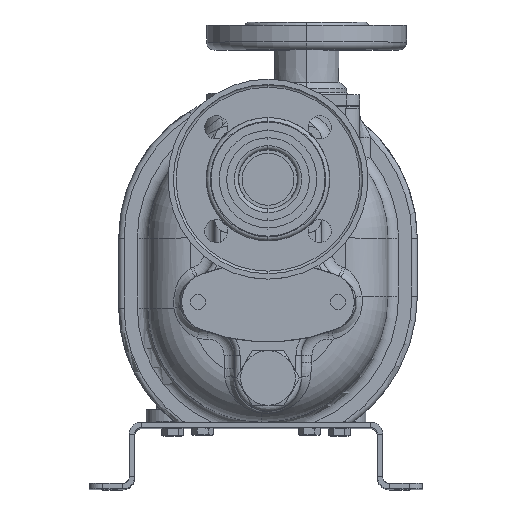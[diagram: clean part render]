
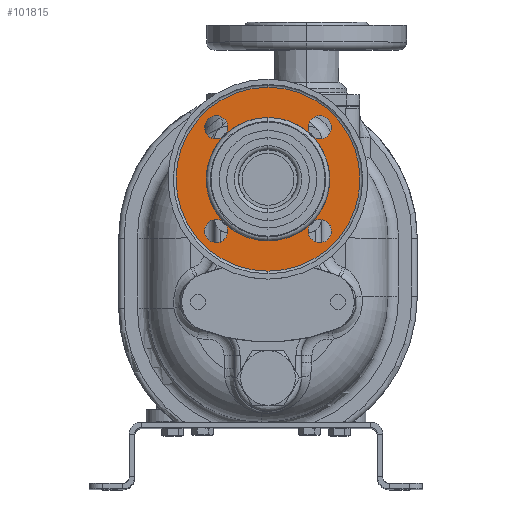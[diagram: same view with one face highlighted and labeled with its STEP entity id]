
A CAD part, top view. The second image highlights one B-rep face of the part: STEP entity #101815.
In plain terms, the highlighted planar face has unit normal (0, 0, 1).
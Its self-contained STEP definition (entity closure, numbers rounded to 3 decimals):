
#40395=CARTESIAN_POINT('',(9.,182.,270.3));
#40396=DIRECTION('',(0.,0.,1.));
#40397=DIRECTION('',(0.,-1.,0.));
#40398=AXIS2_PLACEMENT_3D('',#40395,#40396,#40397);
#40410=CARTESIAN_POINT('',(9.,182.,270.3));
#40411=DIRECTION('',(0.,0.,-1.));
#40412=DIRECTION('',(0.,-1.,0.));
#40413=AXIS2_PLACEMENT_3D('',#40410,#40411,#40412);
#40415=CARTESIAN_POINT('',(47.891,220.891,270.3));
#40416=DIRECTION('',(0.,0.,-1.));
#40417=DIRECTION('',(0.,-1.,0.));
#40418=AXIS2_PLACEMENT_3D('',#40415,#40416,#40417);
#40420=CARTESIAN_POINT('',(47.891,220.891,270.3));
#40421=DIRECTION('',(0.,0.,-1.));
#40422=DIRECTION('',(0.,1.,0.));
#40423=AXIS2_PLACEMENT_3D('',#40420,#40421,#40422);
#40425=CARTESIAN_POINT('',(47.891,220.891,270.3));
#40426=DIRECTION('',(0.,0.,-1.));
#40427=DIRECTION('',(-0.707,-0.707,0.));
#40428=AXIS2_PLACEMENT_3D('',#40425,#40426,#40427);
#40430=CARTESIAN_POINT('',(-29.891,220.891,270.3));
#40431=DIRECTION('',(0.,0.,-1.));
#40432=DIRECTION('',(1.,0.,0.));
#40433=AXIS2_PLACEMENT_3D('',#40430,#40431,#40432);
#40435=CARTESIAN_POINT('',(-29.891,220.891,270.3));
#40436=DIRECTION('',(0.,0.,-1.));
#40437=DIRECTION('',(-1.,0.,0.));
#40438=AXIS2_PLACEMENT_3D('',#40435,#40436,#40437);
#40440=CARTESIAN_POINT('',(-29.891,220.891,270.3));
#40441=DIRECTION('',(0.,0.,-1.));
#40442=DIRECTION('',(0.707,-0.707,0.));
#40443=AXIS2_PLACEMENT_3D('',#40440,#40441,#40442);
#40445=CARTESIAN_POINT('',(-29.891,143.109,270.3));
#40446=DIRECTION('',(0.,0.,-1.));
#40447=DIRECTION('',(0.,1.,0.));
#40448=AXIS2_PLACEMENT_3D('',#40445,#40446,#40447);
#40450=CARTESIAN_POINT('',(-29.891,143.109,270.3));
#40451=DIRECTION('',(0.,0.,-1.));
#40452=DIRECTION('',(0.,-1.,0.));
#40453=AXIS2_PLACEMENT_3D('',#40450,#40451,#40452);
#40455=CARTESIAN_POINT('',(-29.891,143.109,270.3));
#40456=DIRECTION('',(0.,0.,-1.));
#40457=DIRECTION('',(0.707,0.707,0.));
#40458=AXIS2_PLACEMENT_3D('',#40455,#40456,#40457);
#40460=CARTESIAN_POINT('',(47.891,143.109,270.3));
#40461=DIRECTION('',(0.,0.,-1.));
#40462=DIRECTION('',(-1.,0.,0.));
#40463=AXIS2_PLACEMENT_3D('',#40460,#40461,#40462);
#40465=CARTESIAN_POINT('',(47.891,143.109,270.3));
#40466=DIRECTION('',(0.,0.,-1.));
#40467=DIRECTION('',(1.,0.,0.));
#40468=AXIS2_PLACEMENT_3D('',#40465,#40466,#40467);
#40470=CARTESIAN_POINT('',(47.891,143.109,270.3));
#40471=DIRECTION('',(0.,0.,-1.));
#40472=DIRECTION('',(-0.707,0.707,0.));
#40473=AXIS2_PLACEMENT_3D('',#40470,#40471,#40472);
#40483=CARTESIAN_POINT('',(9.,182.,270.3));
#40484=DIRECTION('',(0.,0.,1.));
#40485=DIRECTION('',(0.707,-0.707,0.));
#40486=AXIS2_PLACEMENT_3D('',#40483,#40484,#40485);
#40488=CARTESIAN_POINT('',(9.,182.,270.3));
#40489=DIRECTION('',(0.,0.,1.));
#40490=DIRECTION('',(0.,-1.,0.));
#40491=AXIS2_PLACEMENT_3D('',#40488,#40489,#40490);
#40498=CARTESIAN_POINT('',(9.,182.,270.3));
#40499=DIRECTION('',(0.,0.,1.));
#40500=DIRECTION('',(0.707,0.707,0.));
#40501=AXIS2_PLACEMENT_3D('',#40498,#40499,#40500);
#40503=CARTESIAN_POINT('',(9.,182.,270.3));
#40504=DIRECTION('',(0.,0.,1.));
#40505=DIRECTION('',(-0.707,0.707,0.));
#40506=AXIS2_PLACEMENT_3D('',#40503,#40504,#40505);
#40508=CARTESIAN_POINT('',(9.,182.,270.3));
#40509=DIRECTION('',(0.,0.,1.));
#40510=DIRECTION('',(0.,1.,0.));
#40511=AXIS2_PLACEMENT_3D('',#40508,#40509,#40510);
#40526=CARTESIAN_POINT('',(9.,182.,270.3));
#40527=DIRECTION('',(0.,0.,1.));
#40528=DIRECTION('',(-0.707,-0.707,0.));
#40529=AXIS2_PLACEMENT_3D('',#40526,#40527,#40528);
#52181=CARTESIAN_POINT('',(9.,113.,270.3));
#52183=VERTEX_POINT('',#52181);
#52201=CARTESIAN_POINT('',(9.,251.,270.3));
#52203=VERTEX_POINT('',#52201);
#52229=CARTESIAN_POINT('',(9.,135.75,270.3));
#52230=VERTEX_POINT('',#52229);
#52231=CARTESIAN_POINT('',(9.,228.25,270.3));
#52232=VERTEX_POINT('',#52231);
#52233=CARTESIAN_POINT('',(-21.141,220.891,270.3));
#52234=CARTESIAN_POINT('',(-23.704,214.704,270.3));
#52235=VERTEX_POINT('',#52233);
#52236=VERTEX_POINT('',#52234);
#52237=CARTESIAN_POINT('',(-38.641,220.891,270.3));
#52238=VERTEX_POINT('',#52237);
#52243=CARTESIAN_POINT('',(-29.891,151.859,270.3));
#52244=CARTESIAN_POINT('',(-23.704,149.296,270.3));
#52245=VERTEX_POINT('',#52243);
#52246=VERTEX_POINT('',#52244);
#52247=CARTESIAN_POINT('',(-29.891,134.359,270.3));
#52248=VERTEX_POINT('',#52247);
#52253=CARTESIAN_POINT('',(39.141,143.109,270.3));
#52254=CARTESIAN_POINT('',(41.704,149.296,270.3));
#52255=VERTEX_POINT('',#52253);
#52256=VERTEX_POINT('',#52254);
#52257=CARTESIAN_POINT('',(56.641,143.109,270.3));
#52258=VERTEX_POINT('',#52257);
#52263=CARTESIAN_POINT('',(47.891,212.141,270.3));
#52264=CARTESIAN_POINT('',(41.704,214.704,270.3));
#52265=VERTEX_POINT('',#52263);
#52266=VERTEX_POINT('',#52264);
#52267=CARTESIAN_POINT('',(47.891,229.641,270.3));
#52268=VERTEX_POINT('',#52267);
#101768=CARTESIAN_POINT('',(9.,182.,270.3));
#101769=DIRECTION('',(0.,0.,1.));
#101770=DIRECTION('',(0.,1.,0.));
#101771=AXIS2_PLACEMENT_3D('',#101768,#101769,#101770);
#101772=PLANE('',#101771);
#101773=ORIENTED_EDGE('',*,*,#101747,.F.);
#101774=ORIENTED_EDGE('',*,*,#101763,.T.);
#101775=EDGE_LOOP('',(#101773,#101774));
#101776=FACE_OUTER_BOUND('',#101775,.F.);
#101778=ORIENTED_EDGE('',*,*,#101777,.F.);
#101780=ORIENTED_EDGE('',*,*,#101779,.F.);
#101782=ORIENTED_EDGE('',*,*,#101781,.F.);
#101784=ORIENTED_EDGE('',*,*,#101783,.T.);
#101786=ORIENTED_EDGE('',*,*,#101785,.T.);
#101788=ORIENTED_EDGE('',*,*,#101787,.F.);
#101790=ORIENTED_EDGE('',*,*,#101789,.F.);
#101792=ORIENTED_EDGE('',*,*,#101791,.F.);
#101794=ORIENTED_EDGE('',*,*,#101793,.T.);
#101796=ORIENTED_EDGE('',*,*,#101795,.F.);
#101798=ORIENTED_EDGE('',*,*,#101797,.F.);
#101800=ORIENTED_EDGE('',*,*,#101799,.F.);
#101802=ORIENTED_EDGE('',*,*,#101801,.T.);
#101804=ORIENTED_EDGE('',*,*,#101803,.T.);
#101806=ORIENTED_EDGE('',*,*,#101805,.F.);
#101808=ORIENTED_EDGE('',*,*,#101807,.F.);
#101810=ORIENTED_EDGE('',*,*,#101809,.F.);
#101812=ORIENTED_EDGE('',*,*,#101811,.T.);
#101813=EDGE_LOOP('',(#101778,#101780,#101782,#101784,#101786,#101788,#101790,
#101792,#101794,#101796,#101798,#101800,#101802,#101804,#101806,#101808,#101810,
#101812));
#101814=FACE_BOUND('',#101813,.F.);
#101815=ADVANCED_FACE('',(#101776,#101814),#101772,.T.);
#40399=CIRCLE('',#40398,69.);
#40414=CIRCLE('',#40413,69.);
#40419=CIRCLE('',#40418,8.75);
#40424=CIRCLE('',#40423,8.75);
#40429=CIRCLE('',#40428,8.75);
#40434=CIRCLE('',#40433,8.75);
#40439=CIRCLE('',#40438,8.75);
#40444=CIRCLE('',#40443,8.75);
#40449=CIRCLE('',#40448,8.75);
#40454=CIRCLE('',#40453,8.75);
#40459=CIRCLE('',#40458,8.75);
#40464=CIRCLE('',#40463,8.75);
#40469=CIRCLE('',#40468,8.75);
#40474=CIRCLE('',#40473,8.75);
#40487=CIRCLE('',#40486,46.25);
#40492=CIRCLE('',#40491,46.25);
#40502=CIRCLE('',#40501,46.25);
#40507=CIRCLE('',#40506,46.25);
#40512=CIRCLE('',#40511,46.25);
#40530=CIRCLE('',#40529,46.25);
#101747=EDGE_CURVE('',#52183,#52203,#40399,.T.);
#101763=EDGE_CURVE('',#52183,#52203,#40414,.T.);
#101777=EDGE_CURVE('',#52265,#52266,#40419,.T.);
#101779=EDGE_CURVE('',#52268,#52265,#40424,.T.);
#101781=EDGE_CURVE('',#52266,#52268,#40429,.T.);
#101783=EDGE_CURVE('',#52266,#52232,#40502,.T.);
#101785=EDGE_CURVE('',#52232,#52236,#40512,.T.);
#101787=EDGE_CURVE('',#52235,#52236,#40434,.T.);
#101789=EDGE_CURVE('',#52238,#52235,#40439,.T.);
#101791=EDGE_CURVE('',#52236,#52238,#40444,.T.);
#101793=EDGE_CURVE('',#52236,#52246,#40507,.T.);
#101795=EDGE_CURVE('',#52245,#52246,#40449,.T.);
#101797=EDGE_CURVE('',#52248,#52245,#40454,.T.);
#101799=EDGE_CURVE('',#52246,#52248,#40459,.T.);
#101801=EDGE_CURVE('',#52246,#52230,#40530,.T.);
#101803=EDGE_CURVE('',#52230,#52256,#40492,.T.);
#101805=EDGE_CURVE('',#52255,#52256,#40464,.T.);
#101807=EDGE_CURVE('',#52258,#52255,#40469,.T.);
#101809=EDGE_CURVE('',#52256,#52258,#40474,.T.);
#101811=EDGE_CURVE('',#52256,#52266,#40487,.T.);
